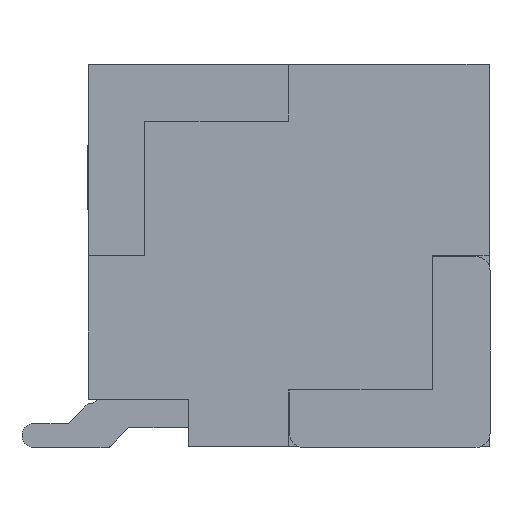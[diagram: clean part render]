
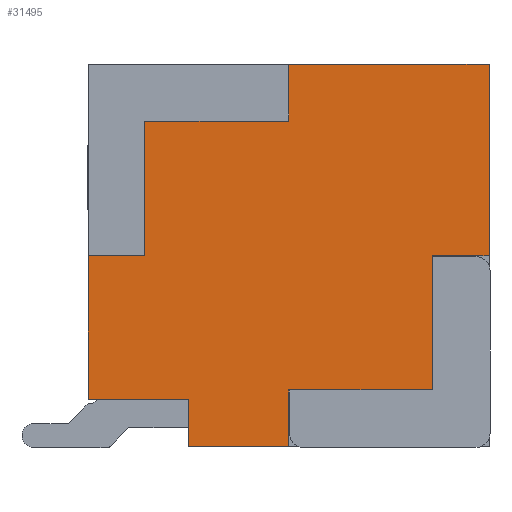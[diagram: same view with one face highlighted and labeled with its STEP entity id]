
A CAD part, left-side view. The second image highlights one B-rep face of the part: STEP entity #31495.
In plain terms, the highlighted planar face has unit normal (-1, 0, 0).
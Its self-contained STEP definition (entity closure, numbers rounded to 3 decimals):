
#2 = EDGE_LOOP ( 'NONE', ( #1233, #4877, #4352, #15359, #23868, #129, #15141, #21170, #29076, #16712, #22245, #29748, #13036, #866 ) ) ;
#129 = ORIENTED_EDGE ( 'NONE', *, *, #28985, .F. ) ;
#152 = CARTESIAN_POINT ( 'NONE',  ( -2.25, -1.063, 3.45 ) ) ;
#746 = DIRECTION ( 'NONE',  ( 0., 0., 1. ) ) ;
#866 = ORIENTED_EDGE ( 'NONE', *, *, #9648, .F. ) ;
#903 = CARTESIAN_POINT ( 'NONE',  ( -2.25, -2.587, 0.6 ) ) ;
#1233 = ORIENTED_EDGE ( 'NONE', *, *, #32595, .T. ) ;
#1259 = DIRECTION ( 'NONE',  ( 0., 0., 1. ) ) ;
#1816 = CARTESIAN_POINT ( 'NONE',  ( -2.25, 0.462, 3.45 ) ) ;
#1961 = EDGE_CURVE ( 'NONE', #2563, #13860, #22528, .T. ) ;
#2268 = CARTESIAN_POINT ( 'NONE',  ( -2.25, -1.062, 0.6 ) ) ;
#2295 = CARTESIAN_POINT ( 'NONE',  ( -2.25, 0.462, 3.45 ) ) ;
#2563 = VERTEX_POINT ( 'NONE', #31223 ) ;
#3194 = LINE ( 'NONE', #10138, #28382 ) ;
#3511 = LINE ( 'NONE', #5669, #15340 ) ;
#3737 = VERTEX_POINT ( 'NONE', #30258 ) ;
#3738 = DIRECTION ( 'NONE',  ( 0., 1., 0. ) ) ;
#3833 = VERTEX_POINT ( 'NONE', #2268 ) ;
#3862 = CARTESIAN_POINT ( 'NONE',  ( -2.25, -3.187, 2.025 ) ) ;
#4352 = ORIENTED_EDGE ( 'NONE', *, *, #17387, .F. ) ;
#4505 = LINE ( 'NONE', #27421, #12208 ) ;
#4652 = DIRECTION ( 'NONE',  ( 0., -1., 0. ) ) ;
#4660 = DIRECTION ( 'NONE',  ( 0., 1., 0. ) ) ;
#4877 = ORIENTED_EDGE ( 'NONE', *, *, #26165, .F. ) ;
#5130 = LINE ( 'NONE', #20427, #17497 ) ;
#5446 = VERTEX_POINT ( 'NONE', #29925 ) ;
#5641 = VECTOR ( 'NONE', #27996, 1000. ) ;
#5669 = CARTESIAN_POINT ( 'NONE',  ( -2.25, -3.187, 2.025 ) ) ;
#6154 = DIRECTION ( 'NONE',  ( 0., 0., -1. ) ) ;
#6275 = LINE ( 'NONE', #26553, #29988 ) ;
#6385 = LINE ( 'NONE', #903, #25658 ) ;
#7908 = PLANE ( 'NONE',  #19262 ) ;
#8002 = VERTEX_POINT ( 'NONE', #3862 ) ;
#8274 = CARTESIAN_POINT ( 'NONE',  ( -2.25, -2.587, 2.025 ) ) ;
#8642 = DIRECTION ( 'NONE',  ( 0., 1., 0. ) ) ;
#9282 = VECTOR ( 'NONE', #22353, 1000. ) ;
#9648 = EDGE_CURVE ( 'NONE', #18259, #13860, #6275, .T. ) ;
#9849 = LINE ( 'NONE', #14843, #5641 ) ;
#10138 = CARTESIAN_POINT ( 'NONE',  ( -2.25, -3.188, 0. ) ) ;
#10695 = CARTESIAN_POINT ( 'NONE',  ( -2.25, -1.063, 3.45 ) ) ;
#11038 = CARTESIAN_POINT ( 'NONE',  ( -2.25, -3.188, 4.05 ) ) ;
#11070 = LINE ( 'NONE', #8274, #29522 ) ;
#12029 = CARTESIAN_POINT ( 'NONE',  ( -2.25, 0., 0.5 ) ) ;
#12208 = VECTOR ( 'NONE', #27252, 1000. ) ;
#12242 = CARTESIAN_POINT ( 'NONE',  ( -2.25, 1.062, 4.05 ) ) ;
#13036 = ORIENTED_EDGE ( 'NONE', *, *, #1961, .T. ) ;
#13559 = EDGE_CURVE ( 'NONE', #2563, #30824, #17942, .T. ) ;
#13563 = VERTEX_POINT ( 'NONE', #22764 ) ;
#13860 = VERTEX_POINT ( 'NONE', #20087 ) ;
#14177 = EDGE_CURVE ( 'NONE', #28050, #13563, #31132, .T. ) ;
#14305 = EDGE_CURVE ( 'NONE', #3737, #3833, #6385, .T. ) ;
#14528 = VECTOR ( 'NONE', #15169, 1000. ) ;
#14550 = EDGE_CURVE ( 'NONE', #23480, #28050, #22734, .T. ) ;
#14683 = LINE ( 'NONE', #12029, #14528 ) ;
#14843 = CARTESIAN_POINT ( 'NONE',  ( -2.25, 0.462, 2.025 ) ) ;
#15141 = ORIENTED_EDGE ( 'NONE', *, *, #26240, .F. ) ;
#15169 = DIRECTION ( 'NONE',  ( 0., 0., -1. ) ) ;
#15340 = VECTOR ( 'NONE', #8642, 1000. ) ;
#15359 = ORIENTED_EDGE ( 'NONE', *, *, #14305, .F. ) ;
#15439 = CARTESIAN_POINT ( 'NONE',  ( -2.25, -1.062, 0. ) ) ;
#15458 = DIRECTION ( 'NONE',  ( 0., -1., 0. ) ) ;
#16195 = CARTESIAN_POINT ( 'NONE',  ( -2.25, 0.462, 2.025 ) ) ;
#16276 = DIRECTION ( 'NONE',  ( 0., 1., 0. ) ) ;
#16581 = CARTESIAN_POINT ( 'NONE',  ( -2.25, -3.188, 4.05 ) ) ;
#16712 = ORIENTED_EDGE ( 'NONE', *, *, #14550, .F. ) ;
#16817 = CARTESIAN_POINT ( 'NONE',  ( -2.25, 0., 0. ) ) ;
#17387 = EDGE_CURVE ( 'NONE', #3833, #17493, #4505, .T. ) ;
#17493 = VERTEX_POINT ( 'NONE', #15439 ) ;
#17497 = VECTOR ( 'NONE', #4660, 1000. ) ;
#17942 = LINE ( 'NONE', #27439, #19332 ) ;
#18259 = VERTEX_POINT ( 'NONE', #30704 ) ;
#18411 = VECTOR ( 'NONE', #6154, 1000. ) ;
#19075 = VERTEX_POINT ( 'NONE', #16581 ) ;
#19262 = AXIS2_PLACEMENT_3D ( 'NONE', #11038, #21198, #1259 ) ;
#19332 = VECTOR ( 'NONE', #15458, 1000. ) ;
#19865 = EDGE_CURVE ( 'NONE', #5446, #3737, #11070, .T. ) ;
#20087 = CARTESIAN_POINT ( 'NONE',  ( -2.25, 1.062, 0.5 ) ) ;
#20427 = CARTESIAN_POINT ( 'NONE',  ( -2.25, -3.188, 4.05 ) ) ;
#20633 = DIRECTION ( 'NONE',  ( 0., 1., 0. ) ) ;
#20910 = DIRECTION ( 'NONE',  ( 0., 0., -1. ) ) ;
#21170 = ORIENTED_EDGE ( 'NONE', *, *, #29153, .T. ) ;
#21198 = DIRECTION ( 'NONE',  ( -1., 0., 0. ) ) ;
#22092 = VERTEX_POINT ( 'NONE', #16817 ) ;
#22245 = ORIENTED_EDGE ( 'NONE', *, *, #22718, .F. ) ;
#22353 = DIRECTION ( 'NONE',  ( 0., 0., -1. ) ) ;
#22528 = LINE ( 'NONE', #12242, #9282 ) ;
#22718 = EDGE_CURVE ( 'NONE', #30824, #23480, #9849, .T. ) ;
#22734 = LINE ( 'NONE', #2295, #32580 ) ;
#22764 = CARTESIAN_POINT ( 'NONE',  ( -2.25, -1.063, 4.05 ) ) ;
#23480 = VERTEX_POINT ( 'NONE', #1816 ) ;
#23868 = ORIENTED_EDGE ( 'NONE', *, *, #19865, .F. ) ;
#25658 = VECTOR ( 'NONE', #3738, 1000. ) ;
#26165 = EDGE_CURVE ( 'NONE', #17493, #22092, #3194, .T. ) ;
#26240 = EDGE_CURVE ( 'NONE', #19075, #8002, #26781, .T. ) ;
#26553 = CARTESIAN_POINT ( 'NONE',  ( -2.25, 1.062, 0.5 ) ) ;
#26721 = VECTOR ( 'NONE', #746, 1000. ) ;
#26781 = LINE ( 'NONE', #31732, #18411 ) ;
#27252 = DIRECTION ( 'NONE',  ( 0., 0., -1. ) ) ;
#27421 = CARTESIAN_POINT ( 'NONE',  ( -2.25, -1.062, 0.6 ) ) ;
#27439 = CARTESIAN_POINT ( 'NONE',  ( -2.25, 1.062, 2.025 ) ) ;
#27996 = DIRECTION ( 'NONE',  ( 0., 0., 1. ) ) ;
#28050 = VERTEX_POINT ( 'NONE', #152 ) ;
#28382 = VECTOR ( 'NONE', #20633, 1000. ) ;
#28985 = EDGE_CURVE ( 'NONE', #8002, #5446, #3511, .T. ) ;
#29076 = ORIENTED_EDGE ( 'NONE', *, *, #14177, .F. ) ;
#29153 = EDGE_CURVE ( 'NONE', #19075, #13563, #5130, .T. ) ;
#29522 = VECTOR ( 'NONE', #20910, 1000. ) ;
#29748 = ORIENTED_EDGE ( 'NONE', *, *, #13559, .F. ) ;
#29925 = CARTESIAN_POINT ( 'NONE',  ( -2.25, -2.587, 2.025 ) ) ;
#29988 = VECTOR ( 'NONE', #16276, 1000. ) ;
#30258 = CARTESIAN_POINT ( 'NONE',  ( -2.25, -2.587, 0.6 ) ) ;
#30669 = FACE_OUTER_BOUND ( 'NONE', #2, .T. ) ;
#30704 = CARTESIAN_POINT ( 'NONE',  ( -2.25, 0., 0.5 ) ) ;
#30824 = VERTEX_POINT ( 'NONE', #16195 ) ;
#31132 = LINE ( 'NONE', #10695, #26721 ) ;
#31223 = CARTESIAN_POINT ( 'NONE',  ( -2.25, 1.062, 2.025 ) ) ;
#31495 = ADVANCED_FACE ( 'NONE', ( #30669 ), #7908, .T. ) ;
#31732 = CARTESIAN_POINT ( 'NONE',  ( -2.25, -3.188, 4.05 ) ) ;
#32580 = VECTOR ( 'NONE', #4652, 1000. ) ;
#32595 = EDGE_CURVE ( 'NONE', #18259, #22092, #14683, .T. ) ;
